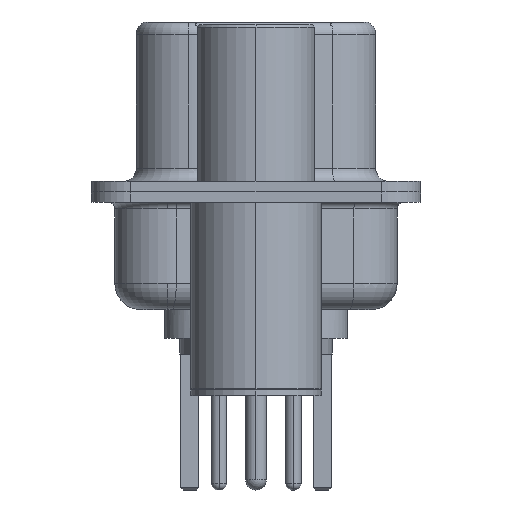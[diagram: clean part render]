
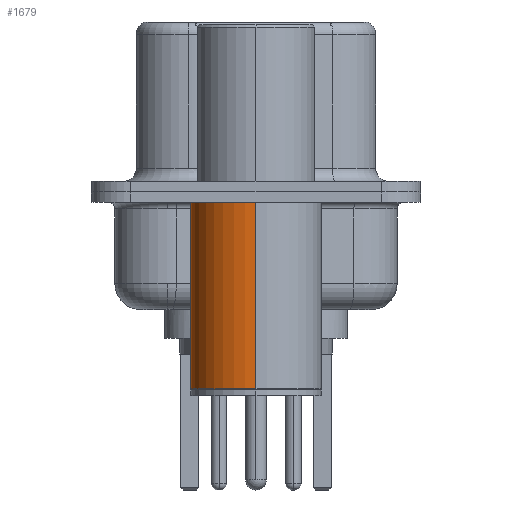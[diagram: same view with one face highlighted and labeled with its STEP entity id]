
A CAD part, left-side view. The second image highlights one B-rep face of the part: STEP entity #1679.
In plain terms, the highlighted cylindrical face has radius 2.5 mm (diameter 5 mm), a partial arc.
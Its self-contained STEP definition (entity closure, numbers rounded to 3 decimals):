
#88 = ORIENTED_EDGE ( 'NONE', *, *, #25527, .F. ) ;
#535 = VERTEX_POINT ( 'NONE', #24742 ) ;
#682 = DIRECTION ( 'NONE',  ( 1., 0., 0. ) ) ;
#1210 = CYLINDRICAL_SURFACE ( 'NONE', #13845, 2.5 ) ;
#1679 = ADVANCED_FACE ( 'NONE', ( #7865 ), #1210, .T. ) ;
#2242 = ORIENTED_EDGE ( 'NONE', *, *, #15593, .T. ) ;
#3562 = VECTOR ( 'NONE', #7783, 1000. ) ;
#4250 = LINE ( 'NONE', #21104, #3562 ) ;
#5721 = DIRECTION ( 'NONE',  ( 0., 0., 1. ) ) ;
#7783 = DIRECTION ( 'NONE',  ( 0., 0., 1. ) ) ;
#7865 = FACE_OUTER_BOUND ( 'NONE', #14666, .T. ) ;
#8044 = VERTEX_POINT ( 'NONE', #24846 ) ;
#8213 = AXIS2_PLACEMENT_3D ( 'NONE', #27372, #14066, #682 ) ;
#8345 = EDGE_CURVE ( 'NONE', #535, #23453, #28853, .T. ) ;
#8704 = VERTEX_POINT ( 'NONE', #26662 ) ;
#9471 = DIRECTION ( 'NONE',  ( 0., 0., 1. ) ) ;
#9719 = ORIENTED_EDGE ( 'NONE', *, *, #19839, .T. ) ;
#10617 = CARTESIAN_POINT ( 'NONE',  ( 0., 0., 0.581 ) ) ;
#11136 = DIRECTION ( 'NONE',  ( 1., 0., 0. ) ) ;
#13845 = AXIS2_PLACEMENT_3D ( 'NONE', #10617, #20760, #11136 ) ;
#14066 = DIRECTION ( 'NONE',  ( 0., 0., 1. ) ) ;
#14666 = EDGE_LOOP ( 'NONE', ( #9719, #2242, #15942, #88 ) ) ;
#15593 = EDGE_CURVE ( 'NONE', #8044, #23453, #27563, .T. ) ;
#15942 = ORIENTED_EDGE ( 'NONE', *, *, #8345, .F. ) ;
#18920 = CIRCLE ( 'NONE', #8213, 2.5 ) ;
#19081 = CARTESIAN_POINT ( 'NONE',  ( 0., 0., -0.4 ) ) ;
#19839 = EDGE_CURVE ( 'NONE', #8704, #8044, #18920, .T. ) ;
#20554 = CARTESIAN_POINT ( 'NONE',  ( -2.5, 0., 0.581 ) ) ;
#20760 = DIRECTION ( 'NONE',  ( 0., 0., 1. ) ) ;
#21030 = CARTESIAN_POINT ( 'NONE',  ( -2.5, 0., -0.4 ) ) ;
#21104 = CARTESIAN_POINT ( 'NONE',  ( 2.5, 0., 0.581 ) ) ;
#21323 = DIRECTION ( 'NONE',  ( 1., 0., 0. ) ) ;
#23453 = VERTEX_POINT ( 'NONE', #21030 ) ;
#23455 = AXIS2_PLACEMENT_3D ( 'NONE', #19081, #5721, #21323 ) ;
#24742 = CARTESIAN_POINT ( 'NONE',  ( 2.5, 0., -0.4 ) ) ;
#24846 = CARTESIAN_POINT ( 'NONE',  ( -2.5, 0., -7.525 ) ) ;
#25527 = EDGE_CURVE ( 'NONE', #8704, #535, #4250, .T. ) ;
#26662 = CARTESIAN_POINT ( 'NONE',  ( 2.5, 0., -7.525 ) ) ;
#26857 = VECTOR ( 'NONE', #9471, 1000. ) ;
#27372 = CARTESIAN_POINT ( 'NONE',  ( 0., 0., -7.525 ) ) ;
#27563 = LINE ( 'NONE', #20554, #26857 ) ;
#28853 = CIRCLE ( 'NONE', #23455, 2.5 ) ;
